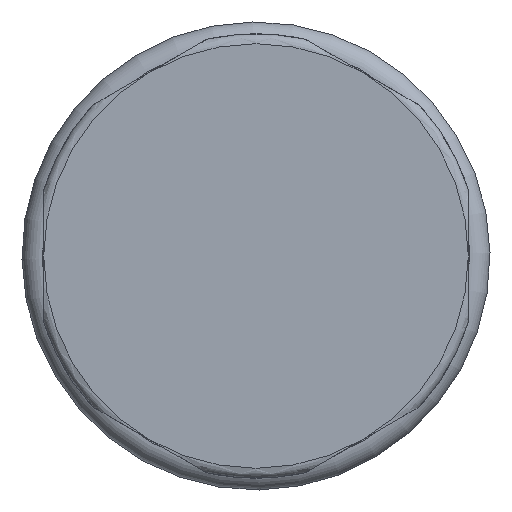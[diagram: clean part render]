
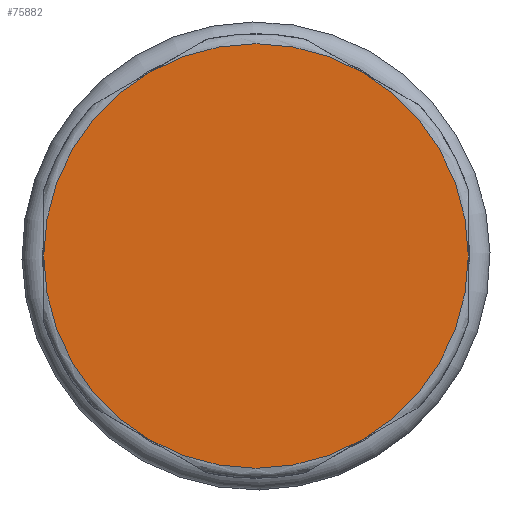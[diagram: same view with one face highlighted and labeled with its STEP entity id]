
A CAD part, left-side view. The second image highlights one B-rep face of the part: STEP entity #75882.
In plain terms, the highlighted planar face has unit normal (-1, 0, 0).
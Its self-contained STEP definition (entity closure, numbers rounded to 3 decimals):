
#74918=CARTESIAN_POINT('',(0.,5.25,-9.093));
#74919=VERTEX_POINT('',#74918);
#75018=CARTESIAN_POINT('',(0.,-5.25,-9.093));
#75019=VERTEX_POINT('',#75018);
#75118=CARTESIAN_POINT('',(0.,-10.5,0.));
#75119=VERTEX_POINT('',#75118);
#75218=CARTESIAN_POINT('',(0.,-5.25,9.093));
#75219=VERTEX_POINT('',#75218);
#75318=CARTESIAN_POINT('',(0.,5.25,9.093));
#75319=VERTEX_POINT('',#75318);
#75399=CARTESIAN_POINT('',(0.,10.5,0.0));
#75400=VERTEX_POINT('',#75399);
#75418=CARTESIAN_POINT('',(0.,0.0,0.0));
#75419=DIRECTION('',(1.0,0.0,0.0));
#75420=DIRECTION('',(0.0,-1.0,0.0));
#75421=AXIS2_PLACEMENT_3D('',#75418,#75419,#75420);
#75422=CIRCLE('',#75421,10.5);
#75423=EDGE_CURVE('',#75400,#75319,#75422,.T.);
#75442=CARTESIAN_POINT('',(0.,0.0,0.0));
#75443=DIRECTION('',(1.0,0.0,0.0));
#75444=DIRECTION('',(0.0,-1.0,0.0));
#75445=AXIS2_PLACEMENT_3D('',#75442,#75443,#75444);
#75446=CIRCLE('',#75445,10.5);
#75447=EDGE_CURVE('',#75319,#75219,#75446,.T.);
#75466=CARTESIAN_POINT('',(0.,0.0,0.0));
#75467=DIRECTION('',(1.0,0.0,0.0));
#75468=DIRECTION('',(0.0,-1.0,0.0));
#75469=AXIS2_PLACEMENT_3D('',#75466,#75467,#75468);
#75470=CIRCLE('',#75469,10.5);
#75471=EDGE_CURVE('',#75219,#75119,#75470,.T.);
#75490=CARTESIAN_POINT('',(0.,0.0,0.0));
#75491=DIRECTION('',(1.0,0.0,0.0));
#75492=DIRECTION('',(0.0,-1.0,0.0));
#75493=AXIS2_PLACEMENT_3D('',#75490,#75491,#75492);
#75494=CIRCLE('',#75493,10.5);
#75495=EDGE_CURVE('',#75119,#75019,#75494,.T.);
#75514=CARTESIAN_POINT('',(0.,0.0,0.0));
#75515=DIRECTION('',(1.0,0.0,0.0));
#75516=DIRECTION('',(0.0,-1.0,0.0));
#75517=AXIS2_PLACEMENT_3D('',#75514,#75515,#75516);
#75518=CIRCLE('',#75517,10.5);
#75519=EDGE_CURVE('',#75019,#74919,#75518,.T.);
#75530=CARTESIAN_POINT('',(0.,0.0,0.0));
#75531=DIRECTION('',(1.0,0.0,0.0));
#75532=DIRECTION('',(0.0,-1.0,0.0));
#75533=AXIS2_PLACEMENT_3D('',#75530,#75531,#75532);
#75534=CIRCLE('',#75533,10.5);
#75535=EDGE_CURVE('',#74919,#75400,#75534,.T.);
#75869=CARTESIAN_POINT('',(0.,9.,0.0));
#75870=DIRECTION('',(-1.0,0.0,0.0));
#75871=DIRECTION('',(0.0,0.0,1.0));
#75872=AXIS2_PLACEMENT_3D('',#75869,#75870,#75871);
#75873=PLANE('',#75872);
#75874=ORIENTED_EDGE('',*,*,#75423,.F.);
#75875=ORIENTED_EDGE('',*,*,#75535,.F.);
#75876=ORIENTED_EDGE('',*,*,#75519,.F.);
#75877=ORIENTED_EDGE('',*,*,#75495,.F.);
#75878=ORIENTED_EDGE('',*,*,#75471,.F.);
#75879=ORIENTED_EDGE('',*,*,#75447,.F.);
#75880=EDGE_LOOP('',(#75874,#75875,#75876,#75877,#75878,#75879));
#75881=FACE_OUTER_BOUND('',#75880,.T.);
#75882=ADVANCED_FACE('',(#75881),#75873,.T.);
